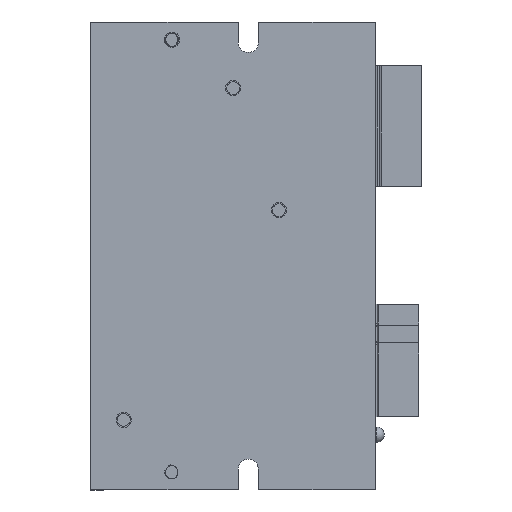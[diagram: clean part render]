
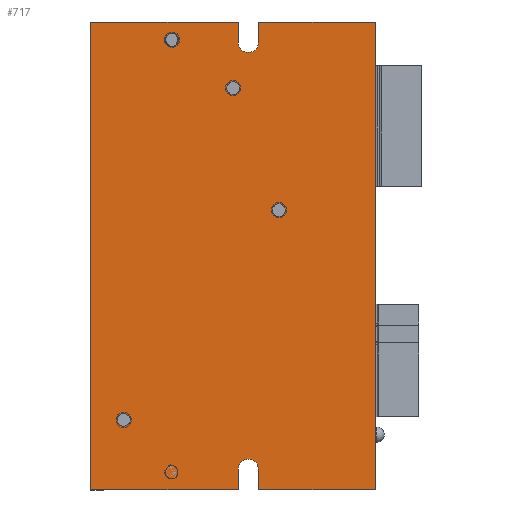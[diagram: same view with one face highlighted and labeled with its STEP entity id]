
A CAD part, top view. The second image highlights one B-rep face of the part: STEP entity #717.
In plain terms, the highlighted planar face has unit normal (0, 0, 1).
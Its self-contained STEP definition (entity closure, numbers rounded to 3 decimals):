
#6=DIRECTION('',(1.,0.,0.));
#7=VECTOR('',#6,23.);
#8=CARTESIAN_POINT('',(33.,-46.,0.));
#9=LINE('',#8,#7);
#42=DIRECTION('',(1.,0.,0.));
#43=VECTOR('',#42,29.);
#44=CARTESIAN_POINT('',(0.,-46.,0.));
#45=LINE('',#44,#43);
#136=CARTESIAN_POINT('',(16.,42.5,0.));
#137=DIRECTION('',(0.,0.,-1.));
#138=DIRECTION('',(1.,0.,0.));
#139=AXIS2_PLACEMENT_3D('',#136,#137,#138);
#141=CARTESIAN_POINT('',(16.,42.5,0.));
#142=DIRECTION('',(0.,0.,-1.));
#143=DIRECTION('',(-1.,0.,0.));
#144=AXIS2_PLACEMENT_3D('',#141,#142,#143);
#146=DIRECTION('',(0.,1.,0.));
#147=VECTOR('',#146,4.);
#148=CARTESIAN_POINT('',(29.,-46.,0.));
#149=LINE('',#148,#147);
#150=DIRECTION('',(0.,1.,0.));
#151=VECTOR('',#150,92.);
#152=CARTESIAN_POINT('',(0.,-46.,0.));
#153=LINE('',#152,#151);
#154=DIRECTION('',(0.,-1.,0.));
#155=VECTOR('',#154,4.);
#156=CARTESIAN_POINT('',(29.,46.,0.));
#157=LINE('',#156,#155);
#158=CARTESIAN_POINT('',(31.,42.,0.));
#159=DIRECTION('',(0.,0.,-1.));
#160=DIRECTION('',(1.,0.,0.));
#161=AXIS2_PLACEMENT_3D('',#158,#159,#160);
#163=DIRECTION('',(0.,-1.,0.));
#164=VECTOR('',#163,4.);
#165=CARTESIAN_POINT('',(33.,46.,0.));
#166=LINE('',#165,#164);
#167=DIRECTION('',(0.,1.,0.));
#168=VECTOR('',#167,4.);
#169=CARTESIAN_POINT('',(33.,-46.,0.));
#170=LINE('',#169,#168);
#171=CARTESIAN_POINT('',(31.,-42.,0.));
#172=DIRECTION('',(0.,0.,1.));
#173=DIRECTION('',(1.,0.,0.));
#174=AXIS2_PLACEMENT_3D('',#171,#172,#173);
#176=CARTESIAN_POINT('',(6.5,-32.25,0.));
#177=DIRECTION('',(0.,0.,-1.));
#178=DIRECTION('',(1.,0.,0.));
#179=AXIS2_PLACEMENT_3D('',#176,#177,#178);
#181=CARTESIAN_POINT('',(6.5,-32.25,0.));
#182=DIRECTION('',(0.,0.,-1.));
#183=DIRECTION('',(-1.,0.,0.));
#184=AXIS2_PLACEMENT_3D('',#181,#182,#183);
#186=CARTESIAN_POINT('',(37.,9.,0.));
#187=DIRECTION('',(0.,0.,-1.));
#188=DIRECTION('',(1.,0.,0.));
#189=AXIS2_PLACEMENT_3D('',#186,#187,#188);
#191=CARTESIAN_POINT('',(37.,9.,0.));
#192=DIRECTION('',(0.,0.,-1.));
#193=DIRECTION('',(-1.,0.,0.));
#194=AXIS2_PLACEMENT_3D('',#191,#192,#193);
#196=CARTESIAN_POINT('',(28.,33.,0.));
#197=DIRECTION('',(0.,0.,-1.));
#198=DIRECTION('',(1.,0.,0.));
#199=AXIS2_PLACEMENT_3D('',#196,#197,#198);
#201=CARTESIAN_POINT('',(28.,33.,0.));
#202=DIRECTION('',(0.,0.,-1.));
#203=DIRECTION('',(-1.,0.,0.));
#204=AXIS2_PLACEMENT_3D('',#201,#202,#203);
#294=DIRECTION('',(1.,0.,0.));
#295=VECTOR('',#294,23.);
#296=CARTESIAN_POINT('',(33.,46.,0.));
#297=LINE('',#296,#295);
#330=DIRECTION('',(1.,0.,0.));
#331=VECTOR('',#330,29.);
#332=CARTESIAN_POINT('',(0.,46.,0.));
#333=LINE('',#332,#331);
#346=DIRECTION('',(0.,1.,0.));
#347=VECTOR('',#346,92.);
#348=CARTESIAN_POINT('',(56.,-46.,0.));
#349=LINE('',#348,#347);
#386=CARTESIAN_POINT('',(56.,-46.,0.));
#388=VERTEX_POINT('',#386);
#394=CARTESIAN_POINT('',(56.,46.,0.));
#396=VERTEX_POINT('',#394);
#402=CARTESIAN_POINT('',(0.,-46.,0.));
#403=CARTESIAN_POINT('',(0.,46.,0.));
#404=VERTEX_POINT('',#402);
#405=VERTEX_POINT('',#403);
#410=CARTESIAN_POINT('',(17.25,42.5,0.));
#411=CARTESIAN_POINT('',(14.75,42.5,0.));
#412=VERTEX_POINT('',#410);
#413=VERTEX_POINT('',#411);
#418=CARTESIAN_POINT('',(29.,46.,0.));
#420=VERTEX_POINT('',#418);
#422=CARTESIAN_POINT('',(33.,46.,0.));
#424=VERTEX_POINT('',#422);
#426=CARTESIAN_POINT('',(29.,42.,0.));
#427=VERTEX_POINT('',#426);
#428=CARTESIAN_POINT('',(33.,42.,0.));
#429=VERTEX_POINT('',#428);
#435=CARTESIAN_POINT('',(29.,-42.,0.));
#437=VERTEX_POINT('',#435);
#439=CARTESIAN_POINT('',(33.,-42.,0.));
#441=VERTEX_POINT('',#439);
#442=CARTESIAN_POINT('',(29.,-46.,0.));
#444=VERTEX_POINT('',#442);
#446=CARTESIAN_POINT('',(33.,-46.,0.));
#448=VERTEX_POINT('',#446);
#482=CARTESIAN_POINT('',(7.75,-32.25,0.));
#483=CARTESIAN_POINT('',(5.25,-32.25,0.));
#484=VERTEX_POINT('',#482);
#485=VERTEX_POINT('',#483);
#490=CARTESIAN_POINT('',(38.25,9.,0.));
#491=CARTESIAN_POINT('',(35.75,9.,0.));
#492=VERTEX_POINT('',#490);
#493=VERTEX_POINT('',#491);
#498=CARTESIAN_POINT('',(29.25,33.,0.));
#499=CARTESIAN_POINT('',(26.75,33.,0.));
#500=VERTEX_POINT('',#498);
#501=VERTEX_POINT('',#499);
#668=CARTESIAN_POINT('',(0.,-46.,0.));
#669=DIRECTION('',(0.,0.,1.));
#670=DIRECTION('',(1.,0.,0.));
#671=AXIS2_PLACEMENT_3D('',#668,#669,#670);
#672=PLANE('',#671);
#673=ORIENTED_EDGE('',*,*,#597,.F.);
#674=ORIENTED_EDGE('',*,*,#547,.F.);
#676=ORIENTED_EDGE('',*,*,#675,.T.);
#678=ORIENTED_EDGE('',*,*,#677,.T.);
#680=ORIENTED_EDGE('',*,*,#679,.T.);
#682=ORIENTED_EDGE('',*,*,#681,.F.);
#684=ORIENTED_EDGE('',*,*,#683,.F.);
#686=ORIENTED_EDGE('',*,*,#685,.T.);
#688=ORIENTED_EDGE('',*,*,#687,.F.);
#689=ORIENTED_EDGE('',*,*,#513,.F.);
#690=ORIENTED_EDGE('',*,*,#565,.T.);
#691=ORIENTED_EDGE('',*,*,#580,.T.);
#692=EDGE_LOOP('',(#673,#674,#676,#678,#680,#682,#684,#686,#688,#689,#690,
#691));
#693=FACE_OUTER_BOUND('',#692,.F.);
#694=ORIENTED_EDGE('',*,*,#658,.F.);
#696=ORIENTED_EDGE('',*,*,#695,.F.);
#697=EDGE_LOOP('',(#694,#696));
#698=FACE_BOUND('',#697,.F.);
#700=ORIENTED_EDGE('',*,*,#699,.F.);
#702=ORIENTED_EDGE('',*,*,#701,.F.);
#703=EDGE_LOOP('',(#700,#702));
#704=FACE_BOUND('',#703,.F.);
#706=ORIENTED_EDGE('',*,*,#705,.F.);
#708=ORIENTED_EDGE('',*,*,#707,.F.);
#709=EDGE_LOOP('',(#706,#708));
#710=FACE_BOUND('',#709,.F.);
#712=ORIENTED_EDGE('',*,*,#711,.F.);
#714=ORIENTED_EDGE('',*,*,#713,.F.);
#715=EDGE_LOOP('',(#712,#714));
#716=FACE_BOUND('',#715,.F.);
#717=ADVANCED_FACE('',(#693,#698,#704,#710,#716),#672,.T.);
#140=CIRCLE('',#139,1.25);
#145=CIRCLE('',#144,1.25);
#162=CIRCLE('',#161,2.);
#175=CIRCLE('',#174,2.);
#180=CIRCLE('',#179,1.25);
#185=CIRCLE('',#184,1.25);
#190=CIRCLE('',#189,1.25);
#195=CIRCLE('',#194,1.25);
#200=CIRCLE('',#199,1.25);
#205=CIRCLE('',#204,1.25);
#513=EDGE_CURVE('',#448,#388,#9,.T.);
#547=EDGE_CURVE('',#404,#444,#45,.T.);
#565=EDGE_CURVE('',#448,#441,#170,.T.);
#580=EDGE_CURVE('',#441,#437,#175,.T.);
#597=EDGE_CURVE('',#444,#437,#149,.T.);
#658=EDGE_CURVE('',#412,#413,#140,.T.);
#675=EDGE_CURVE('',#404,#405,#153,.T.);
#677=EDGE_CURVE('',#405,#420,#333,.T.);
#679=EDGE_CURVE('',#420,#427,#157,.T.);
#681=EDGE_CURVE('',#429,#427,#162,.T.);
#683=EDGE_CURVE('',#424,#429,#166,.T.);
#685=EDGE_CURVE('',#424,#396,#297,.T.);
#687=EDGE_CURVE('',#388,#396,#349,.T.);
#695=EDGE_CURVE('',#413,#412,#145,.T.);
#699=EDGE_CURVE('',#484,#485,#180,.T.);
#701=EDGE_CURVE('',#485,#484,#185,.T.);
#705=EDGE_CURVE('',#492,#493,#190,.T.);
#707=EDGE_CURVE('',#493,#492,#195,.T.);
#711=EDGE_CURVE('',#500,#501,#200,.T.);
#713=EDGE_CURVE('',#501,#500,#205,.T.);
